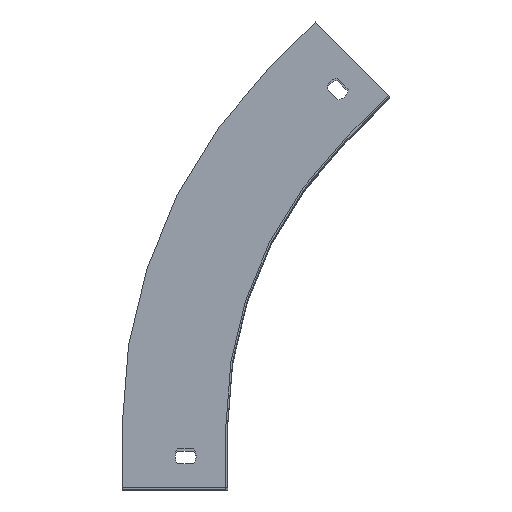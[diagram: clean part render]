
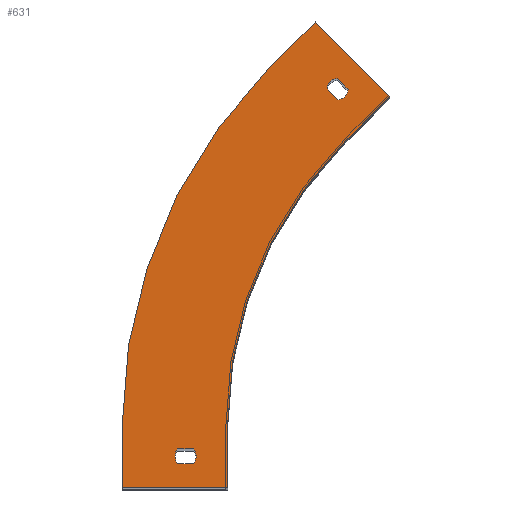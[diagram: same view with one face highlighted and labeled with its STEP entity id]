
A CAD part, top view. The second image highlights one B-rep face of the part: STEP entity #631.
In plain terms, the highlighted planar face has unit normal (0, 0, 1).
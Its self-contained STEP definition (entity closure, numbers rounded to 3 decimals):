
#7 = DIRECTION ( 'NONE',  ( 0.707, -0.707, 0. ) ) ;
#10 = DIRECTION ( 'NONE',  ( 0., 0., -1. ) ) ;
#11 = CARTESIAN_POINT ( 'NONE',  ( 102.148, 189.18, 0.8 ) ) ;
#14 = DIRECTION ( 'NONE',  ( 0.707, -0.707, 0. ) ) ;
#15 = DIRECTION ( 'NONE',  ( 0., 0., -1. ) ) ;
#16 = CARTESIAN_POINT ( 'NONE',  ( 102.148, 189.18, 0.8 ) ) ;
#17 = CARTESIAN_POINT ( 'NONE',  ( 97.148, 189.23, 0.8 ) ) ;
#18 = DIRECTION ( 'NONE',  ( 0.707, -0.707, 0. ) ) ;
#19 = DIRECTION ( 'NONE',  ( 1., 0., 0. ) ) ;
#22 = DIRECTION ( 'NONE',  ( 0., 0., 1. ) ) ;
#23 = CARTESIAN_POINT ( 'NONE',  ( 30., 15., 0.8 ) ) ;
#25 = DIRECTION ( 'NONE',  ( -0.707, 0.707, 0. ) ) ;
#27 = CARTESIAN_POINT ( 'NONE',  ( 50., 30.048, 0.8 ) ) ;
#29 = DIRECTION ( 'NONE',  ( 1., 0., 0. ) ) ;
#31 = DIRECTION ( 'NONE',  ( 0., 0., 1. ) ) ;
#32 = CARTESIAN_POINT ( 'NONE',  ( 30., 15., 0.8 ) ) ;
#34 = CARTESIAN_POINT ( 'NONE',  ( 102.098, 194.18, 0.8 ) ) ;
#35 = DIRECTION ( 'NONE',  ( -1., 0., 0. ) ) ;
#36 = CARTESIAN_POINT ( 'NONE',  ( 26.429, 18.5, 0.8 ) ) ;
#37 = DIRECTION ( 'NONE',  ( -1., 0., 0. ) ) ;
#38 = DIRECTION ( 'NONE',  ( 0., 0., 1. ) ) ;
#39 = CARTESIAN_POINT ( 'NONE',  ( 240., 30.048, 0.8 ) ) ;
#40 = DIRECTION ( 'NONE',  ( 1., 0., 0. ) ) ;
#42 = CARTESIAN_POINT ( 'NONE',  ( 26.429, 11.5, 0.8 ) ) ;
#44 = DIRECTION ( 'NONE',  ( -0.707, -0.707, 0. ) ) ;
#45 = CARTESIAN_POINT ( 'NONE',  ( 70.294, 199.753, 0.8 ) ) ;
#46 = DIRECTION ( 'NONE',  ( -0.707, 0.707, 0. ) ) ;
#47 = CARTESIAN_POINT ( 'NONE',  ( 91.541, 221., 0.8 ) ) ;
#52 = DIRECTION ( 'NONE',  ( 1., 0., 0. ) ) ;
#53 = DIRECTION ( 'NONE',  ( 0., 0., -1. ) ) ;
#54 = CARTESIAN_POINT ( 'NONE',  ( 240., 30.048, 0.8 ) ) ;
#55 = DIRECTION ( 'NONE',  ( 0., -1., 0. ) ) ;
#56 = CARTESIAN_POINT ( 'NONE',  ( 0., 30.048, 0.8 ) ) ;
#62 = DIRECTION ( 'NONE',  ( 0.707, 0.707, 0. ) ) ;
#65 = CARTESIAN_POINT ( 'NONE',  ( 126.897, 185.645, 0.8 ) ) ;
#69 = DIRECTION ( 'NONE',  ( 1., 0., 0. ) ) ;
#70 = CARTESIAN_POINT ( 'NONE',  ( 0., 0., 0.8 ) ) ;
#89 = CARTESIAN_POINT ( 'NONE',  ( 0., 0., 0.8 ) ) ;
#144 = CARTESIAN_POINT ( 'NONE',  ( 33.571, 11.5, 0.8 ) ) ;
#147 = CARTESIAN_POINT ( 'NONE',  ( 105.65, 164.398, 0.8 ) ) ;
#150 = CARTESIAN_POINT ( 'NONE',  ( 33.571, 18.5, 0.8 ) ) ;
#159 = CARTESIAN_POINT ( 'NONE',  ( 107.148, 189.13, 0.8 ) ) ;
#162 = DIRECTION ( 'NONE',  ( 0., 0., -1. ) ) ;
#166 = CARTESIAN_POINT ( 'NONE',  ( 240., 30.048, 0.8 ) ) ;
#171 = DIRECTION ( 'NONE',  ( -1., 0., 0. ) ) ;
#205 = CARTESIAN_POINT ( 'NONE',  ( 50., 0., 0.8 ) ) ;
#234 = CARTESIAN_POINT ( 'NONE',  ( 50., 0., 0.8 ) ) ;
#243 = DIRECTION ( 'NONE',  ( 0., 1., 0. ) ) ;
#248 = PLANE ( 'NONE',  #331 ) ;
#309 = AXIS2_PLACEMENT_3D ( 'NONE', #54, #53, #52 ) ;
#310 = AXIS2_PLACEMENT_3D ( 'NONE', #39, #38, #37 ) ;
#316 = AXIS2_PLACEMENT_3D ( 'NONE', #23, #22, #19 ) ;
#318 = AXIS2_PLACEMENT_3D ( 'NONE', #32, #31, #29 ) ;
#323 = AXIS2_PLACEMENT_3D ( 'NONE', #11, #10, #7 ) ;
#325 = AXIS2_PLACEMENT_3D ( 'NONE', #16, #15, #14 ) ;
#331 = AXIS2_PLACEMENT_3D ( 'NONE', #166, #162, #171 ) ;
#334 = VECTOR ( 'NONE', #44, 1000. ) ;
#335 = LINE ( 'NONE', #56, #338 ) ;
#336 = CIRCLE ( 'NONE', #310, 240. ) ;
#337 = LINE ( 'NONE', #36, #340 ) ;
#338 = VECTOR ( 'NONE', #55, 1000. ) ;
#339 = CIRCLE ( 'NONE', #318, 5. ) ;
#340 = VECTOR ( 'NONE', #35, 1000. ) ;
#341 = LINE ( 'NONE', #42, #343 ) ;
#342 = CIRCLE ( 'NONE', #316, 5. ) ;
#343 = VECTOR ( 'NONE', #40, 1000. ) ;
#344 = CIRCLE ( 'NONE', #325, 5. ) ;
#346 = CIRCLE ( 'NONE', #323, 5. ) ;
#347 = LINE ( 'NONE', #17, #348 ) ;
#348 = VECTOR ( 'NONE', #25, 1000. ) ;
#349 = LINE ( 'NONE', #34, #351 ) ;
#351 = VECTOR ( 'NONE', #18, 1000. ) ;
#465 = VERTEX_POINT ( 'NONE', #150 ) ;
#466 = VERTEX_POINT ( 'NONE', #147 ) ;
#469 = VERTEX_POINT ( 'NONE', #159 ) ;
#471 = VERTEX_POINT ( 'NONE', #89 ) ;
#475 = VERTEX_POINT ( 'NONE', #144 ) ;
#480 = VERTEX_POINT ( 'NONE', #27 ) ;
#487 = VERTEX_POINT ( 'NONE', #205 ) ;
#515 = FACE_BOUND ( 'NONE', #804, .T. ) ;
#520 = FACE_OUTER_BOUND ( 'NONE', #829, .T. ) ;
#523 = FACE_BOUND ( 'NONE', #794, .T. ) ;
#558 = LINE ( 'NONE', #234, #563 ) ;
#563 = VECTOR ( 'NONE', #243, 1000. ) ;
#601 = LINE ( 'NONE', #70, #603 ) ;
#602 = CIRCLE ( 'NONE', #309, 190. ) ;
#603 = VECTOR ( 'NONE', #69, 1000. ) ;
#604 = LINE ( 'NONE', #65, #606 ) ;
#605 = LINE ( 'NONE', #47, #608 ) ;
#606 = VECTOR ( 'NONE', #62, 1000. ) ;
#607 = LINE ( 'NONE', #45, #334 ) ;
#608 = VECTOR ( 'NONE', #46, 1000. ) ;
#631 = ADVANCED_FACE ( 'NONE', ( #520, #523, #515 ), #248, .F. ) ;
#690 = EDGE_CURVE ( 'NONE', #487, #480, #558, .T. ) ;
#714 = EDGE_CURVE ( 'NONE', #471, #487, #601, .T. ) ;
#715 = EDGE_CURVE ( 'NONE', #480, #466, #602, .T. ) ;
#716 = EDGE_CURVE ( 'NONE', #466, #1269, #604, .T. ) ;
#717 = EDGE_CURVE ( 'NONE', #1269, #1268, #605, .T. ) ;
#718 = EDGE_CURVE ( 'NONE', #1268, #1267, #607, .T. ) ;
#719 = EDGE_CURVE ( 'NONE', #1267, #1266, #336, .T. ) ;
#720 = EDGE_CURVE ( 'NONE', #1266, #471, #335, .T. ) ;
#721 = EDGE_CURVE ( 'NONE', #465, #1265, #337, .T. ) ;
#722 = EDGE_CURVE ( 'NONE', #475, #465, #339, .T. ) ;
#723 = EDGE_CURVE ( 'NONE', #1264, #475, #341, .T. ) ;
#724 = EDGE_CURVE ( 'NONE', #1265, #1264, #342, .T. ) ;
#725 = EDGE_CURVE ( 'NONE', #469, #1261, #344, .T. ) ;
#726 = EDGE_CURVE ( 'NONE', #1261, #1259, #347, .T. ) ;
#727 = EDGE_CURVE ( 'NONE', #1259, #1258, #346, .T. ) ;
#728 = EDGE_CURVE ( 'NONE', #1258, #469, #349, .T. ) ;
#794 = EDGE_LOOP ( 'NONE', ( #903, #901, #1161, #1160 ) ) ;
#804 = EDGE_LOOP ( 'NONE', ( #1158, #1159, #1156, #1157 ) ) ;
#829 = EDGE_LOOP ( 'NONE', ( #1166, #1165, #1164, #1163, #1162, #906, #905, #904 ) ) ;
#852 = CARTESIAN_POINT ( 'NONE',  ( 102.198, 184.18, 0.8 ) ) ;
#901 = ORIENTED_EDGE ( 'NONE', *, *, #722, .F. ) ;
#903 = ORIENTED_EDGE ( 'NONE', *, *, #721, .F. ) ;
#904 = ORIENTED_EDGE ( 'NONE', *, *, #720, .T. ) ;
#905 = ORIENTED_EDGE ( 'NONE', *, *, #719, .T. ) ;
#906 = ORIENTED_EDGE ( 'NONE', *, *, #718, .T. ) ;
#941 = CARTESIAN_POINT ( 'NONE',  ( 97.148, 189.23, 0.8 ) ) ;
#1058 = CARTESIAN_POINT ( 'NONE',  ( 102.098, 194.18, 0.8 ) ) ;
#1080 = CARTESIAN_POINT ( 'NONE',  ( 126.897, 185.645, 0.8 ) ) ;
#1083 = CARTESIAN_POINT ( 'NONE',  ( 26.429, 11.5, 0.8 ) ) ;
#1084 = CARTESIAN_POINT ( 'NONE',  ( 26.429, 18.5, 0.8 ) ) ;
#1085 = CARTESIAN_POINT ( 'NONE',  ( 0., 30.048, 0.8 ) ) ;
#1089 = CARTESIAN_POINT ( 'NONE',  ( 70.294, 199.753, 0.8 ) ) ;
#1091 = CARTESIAN_POINT ( 'NONE',  ( 91.541, 221., 0.8 ) ) ;
#1156 = ORIENTED_EDGE ( 'NONE', *, *, #727, .T. ) ;
#1157 = ORIENTED_EDGE ( 'NONE', *, *, #728, .T. ) ;
#1158 = ORIENTED_EDGE ( 'NONE', *, *, #725, .T. ) ;
#1159 = ORIENTED_EDGE ( 'NONE', *, *, #726, .T. ) ;
#1160 = ORIENTED_EDGE ( 'NONE', *, *, #724, .F. ) ;
#1161 = ORIENTED_EDGE ( 'NONE', *, *, #723, .F. ) ;
#1162 = ORIENTED_EDGE ( 'NONE', *, *, #717, .T. ) ;
#1163 = ORIENTED_EDGE ( 'NONE', *, *, #716, .T. ) ;
#1164 = ORIENTED_EDGE ( 'NONE', *, *, #715, .T. ) ;
#1165 = ORIENTED_EDGE ( 'NONE', *, *, #690, .T. ) ;
#1166 = ORIENTED_EDGE ( 'NONE', *, *, #714, .T. ) ;
#1258 = VERTEX_POINT ( 'NONE', #1058 ) ;
#1259 = VERTEX_POINT ( 'NONE', #941 ) ;
#1261 = VERTEX_POINT ( 'NONE', #852 ) ;
#1264 = VERTEX_POINT ( 'NONE', #1083 ) ;
#1265 = VERTEX_POINT ( 'NONE', #1084 ) ;
#1266 = VERTEX_POINT ( 'NONE', #1085 ) ;
#1267 = VERTEX_POINT ( 'NONE', #1089 ) ;
#1268 = VERTEX_POINT ( 'NONE', #1091 ) ;
#1269 = VERTEX_POINT ( 'NONE', #1080 ) ;
